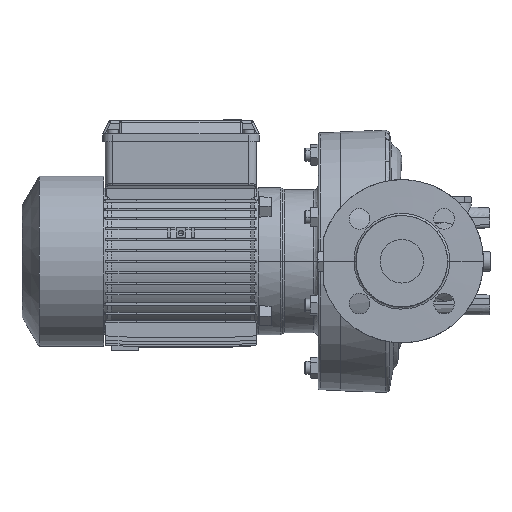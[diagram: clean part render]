
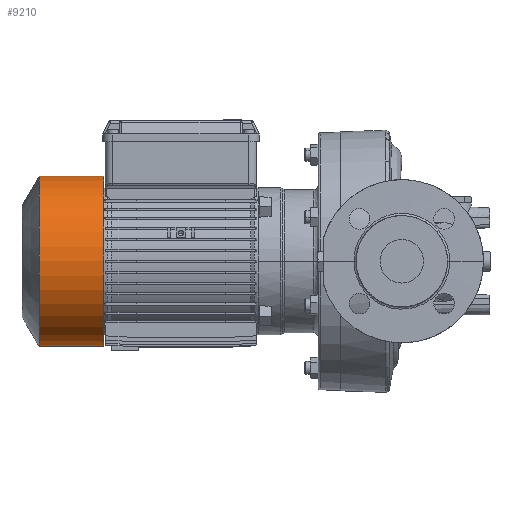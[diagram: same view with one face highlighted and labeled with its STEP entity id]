
A CAD part, left-side view. The second image highlights one B-rep face of the part: STEP entity #9210.
In plain terms, the highlighted cylindrical face has radius 78.3 mm (diameter 156.6 mm), a partial arc.
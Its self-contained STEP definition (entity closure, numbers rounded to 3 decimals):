
#9210 = ADVANCED_FACE ( 'NONE', ( #15429 ), #57807, .T. ) ;
#9828 = AXIS2_PLACEMENT_3D ( 'NONE', #54819, #48797, #76927 ) ;
#10226 = ORIENTED_EDGE ( 'NONE', *, *, #76668, .T. ) ;
#14209 = CIRCLE ( 'NONE', #9828, 78.3 ) ;
#15429 = FACE_OUTER_BOUND ( 'NONE', #51420, .T. ) ;
#17359 = VERTEX_POINT ( 'NONE', #87268 ) ;
#18781 = CIRCLE ( 'NONE', #51133, 78.3 ) ;
#21436 = DIRECTION ( 'NONE',  ( 0., -1., 0. ) ) ;
#24510 = DIRECTION ( 'NONE',  ( 0., 0., 1. ) ) ;
#26544 = EDGE_CURVE ( 'NONE', #44675, #17359, #51858, .T. ) ;
#28802 = DIRECTION ( 'NONE',  ( 0., 0., 1. ) ) ;
#30057 = LINE ( 'NONE', #59052, #45274 ) ;
#32851 = AXIS2_PLACEMENT_3D ( 'NONE', #50905, #28802, #21436 ) ;
#32912 = VERTEX_POINT ( 'NONE', #71799 ) ;
#34696 = CARTESIAN_POINT ( 'NONE',  ( 0., 78.3, -130.238 ) ) ;
#37586 = DIRECTION ( 'NONE',  ( 0., 0., 1. ) ) ;
#38140 = CARTESIAN_POINT ( 'NONE',  ( 0., -78.3, -130.238 ) ) ;
#44338 = DIRECTION ( 'NONE',  ( 0., 0., 1. ) ) ;
#44675 = VERTEX_POINT ( 'NONE', #34696 ) ;
#45274 = VECTOR ( 'NONE', #24510, 1000. ) ;
#45708 = CARTESIAN_POINT ( 'NONE',  ( 0., 0., -71. ) ) ;
#48797 = DIRECTION ( 'NONE',  ( 0., 0., 1. ) ) ;
#50905 = CARTESIAN_POINT ( 'NONE',  ( 0., 0., -144.8 ) ) ;
#50947 = CARTESIAN_POINT ( 'NONE',  ( 0., 78.3, -144.8 ) ) ;
#51133 = AXIS2_PLACEMENT_3D ( 'NONE', #45708, #44338, #73830 ) ;
#51420 = EDGE_LOOP ( 'NONE', ( #59937, #10226, #51468, #62345 ) ) ;
#51468 = ORIENTED_EDGE ( 'NONE', *, *, #68021, .T. ) ;
#51858 = LINE ( 'NONE', #50947, #67207 ) ;
#54819 = CARTESIAN_POINT ( 'NONE',  ( 0., 0., -130.238 ) ) ;
#57807 = CYLINDRICAL_SURFACE ( 'NONE', #32851, 78.3 ) ;
#59052 = CARTESIAN_POINT ( 'NONE',  ( 0., -78.3, -144.8 ) ) ;
#59937 = ORIENTED_EDGE ( 'NONE', *, *, #26544, .F. ) ;
#62345 = ORIENTED_EDGE ( 'NONE', *, *, #81835, .F. ) ;
#67207 = VECTOR ( 'NONE', #37586, 1000. ) ;
#68021 = EDGE_CURVE ( 'NONE', #84829, #32912, #30057, .T. ) ;
#71799 = CARTESIAN_POINT ( 'NONE',  ( 0., -78.3, -71. ) ) ;
#73830 = DIRECTION ( 'NONE',  ( 0., -1., 0. ) ) ;
#76668 = EDGE_CURVE ( 'NONE', #44675, #84829, #14209, .T. ) ;
#76927 = DIRECTION ( 'NONE',  ( 0., -1., 0. ) ) ;
#81835 = EDGE_CURVE ( 'NONE', #17359, #32912, #18781, .T. ) ;
#84829 = VERTEX_POINT ( 'NONE', #38140 ) ;
#87268 = CARTESIAN_POINT ( 'NONE',  ( 0., 78.3, -71. ) ) ;
